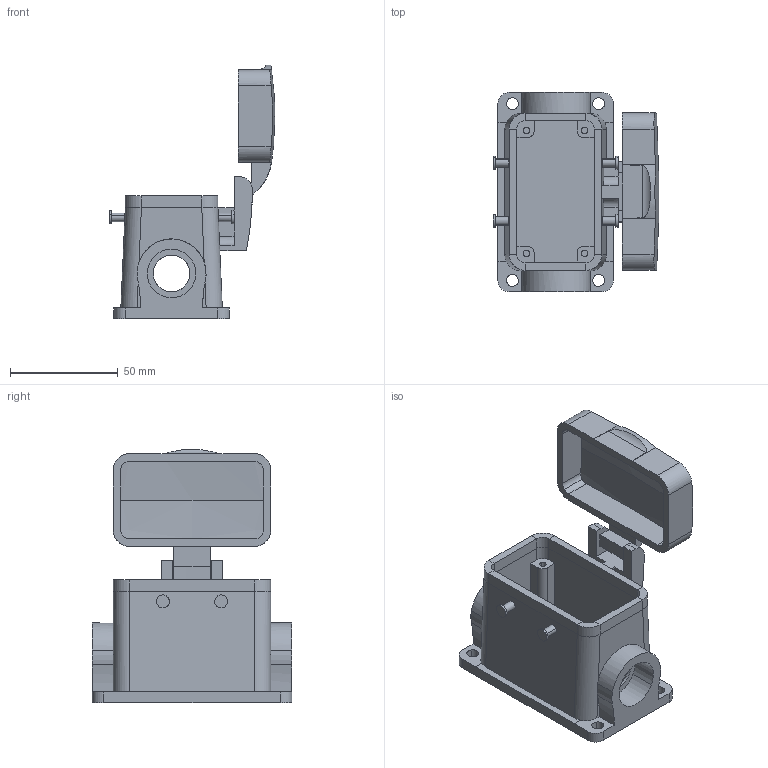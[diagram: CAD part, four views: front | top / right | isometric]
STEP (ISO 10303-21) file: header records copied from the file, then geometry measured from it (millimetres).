
FILE_DESCRIPTION(('CATIA V5 STEP Exchange','CAx-IF Rec.Pracs.--- Model Styling and Organization---1.4--- 2014-01-23'),'2;1');
FILE_NAME ('13182065_2', '2019-07-25T14:11:58+00:00', ('none'), ('Weidmueller'), 'CATIA Version 5-6 Release 2016 SP3 HF44', 'CATIA V5 STEP AP214', 'none');
FILE_SCHEMA(('AUTOMOTIVE_DESIGN { 1 0 10303 214 1 1 1 1 }'));
Length unit declared in the file: millimetre
Products named in the file (1): 1655000000
Bounding box: 76.95 x 92.5 x 117.56 mm (x, y, z)
Volume: 114749.3 mm3; surface area: 52903.8 mm2
Topology: 2 solids, 2 shells, 207 faces, 543 edges, 352 vertices
Faces by surface type: plane 104, cylinder 96, revolution 4, torus 3
Entity records: 6865 total; most frequent: CARTESIAN_POINT 2113, ORIENTED_EDGE 1086, DIRECTION 732, EDGE_CURVE 543, VERTEX_POINT 352, VECTOR 301, LINE 301, AXIS2_PLACEMENT_3D 281
